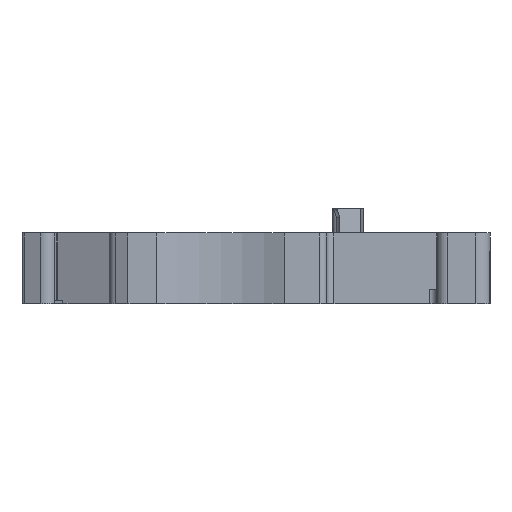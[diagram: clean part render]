
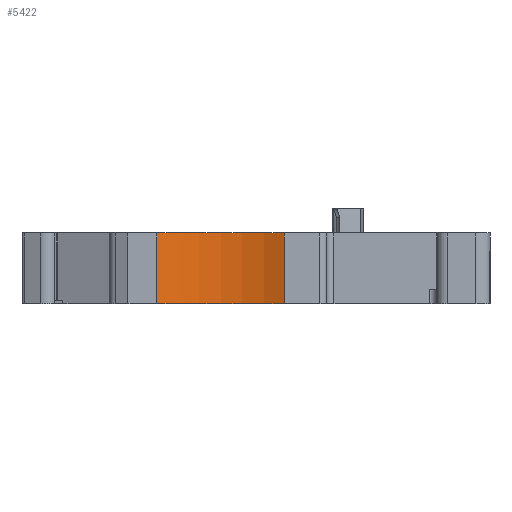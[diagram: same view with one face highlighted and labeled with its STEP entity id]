
A CAD part, left-side view. The second image highlights one B-rep face of the part: STEP entity #5422.
In plain terms, the highlighted cylindrical face has radius 10.6 mm (diameter 21.2 mm), a partial arc.
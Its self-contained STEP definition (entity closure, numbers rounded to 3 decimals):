
#93=CYLINDRICAL_SURFACE('',#5820,10.6);
#277=CIRCLE('',#5645,10.6);
#360=CIRCLE('',#5821,10.6);
#1039=ORIENTED_EDGE('',*,*,#2111,.T.);
#1040=ORIENTED_EDGE('',*,*,#2301,.T.);
#1041=ORIENTED_EDGE('',*,*,#2484,.F.);
#1042=ORIENTED_EDGE('',*,*,#2298,.F.);
#2111=EDGE_CURVE('',#2925,#2924,#277,.T.);
#2298=EDGE_CURVE('',#2925,#3088,#3610,.T.);
#2301=EDGE_CURVE('',#2924,#3091,#3613,.T.);
#2484=EDGE_CURVE('',#3088,#3091,#360,.T.);
#2924=VERTEX_POINT('',#7619);
#2925=VERTEX_POINT('',#7621);
#3088=VERTEX_POINT('',#8111);
#3091=VERTEX_POINT('',#8119);
#3610=LINE('',#8114,#4130);
#3613=LINE('',#8120,#4133);
#4130=VECTOR('',#6422,1000.);
#4133=VECTOR('',#6427,1000.);
#4589=EDGE_LOOP('',(#1039,#1040,#1041,#1042));
#4924=FACE_BOUND('',#4589,.T.);
#5422=ADVANCED_FACE('',(#4924),#93,.F.);
#5645=AXIS2_PLACEMENT_3D('',#7620,#6157,#6158);
#5820=AXIS2_PLACEMENT_3D('',#8481,#6788,#6789);
#5821=AXIS2_PLACEMENT_3D('',#8482,#6790,#6791);
#6157=DIRECTION('',(0.,0.,-1.));
#6158=DIRECTION('',(-1.,0.,0.));
#6422=DIRECTION('',(0.,0.,1.));
#6427=DIRECTION('',(0.,0.,1.));
#6788=DIRECTION('',(0.,0.,1.));
#6789=DIRECTION('',(1.,0.,0.));
#6790=DIRECTION('',(0.,0.,-1.));
#6791=DIRECTION('',(-1.,0.,0.));
#7619=CARTESIAN_POINT('',(-45.8,9.006,-5.));
#7620=CARTESIAN_POINT('',(-55.4,13.5,-5.));
#7621=CARTESIAN_POINT('',(-45.8,17.994,-5.));
#8111=CARTESIAN_POINT('',(-45.8,17.994,0.));
#8114=CARTESIAN_POINT('',(-45.8,17.994,-5.));
#8119=CARTESIAN_POINT('',(-45.8,9.006,0.));
#8120=CARTESIAN_POINT('',(-45.8,9.006,-5.));
#8481=CARTESIAN_POINT('',(-55.4,13.5,-5.));
#8482=CARTESIAN_POINT('',(-55.4,13.5,0.));
